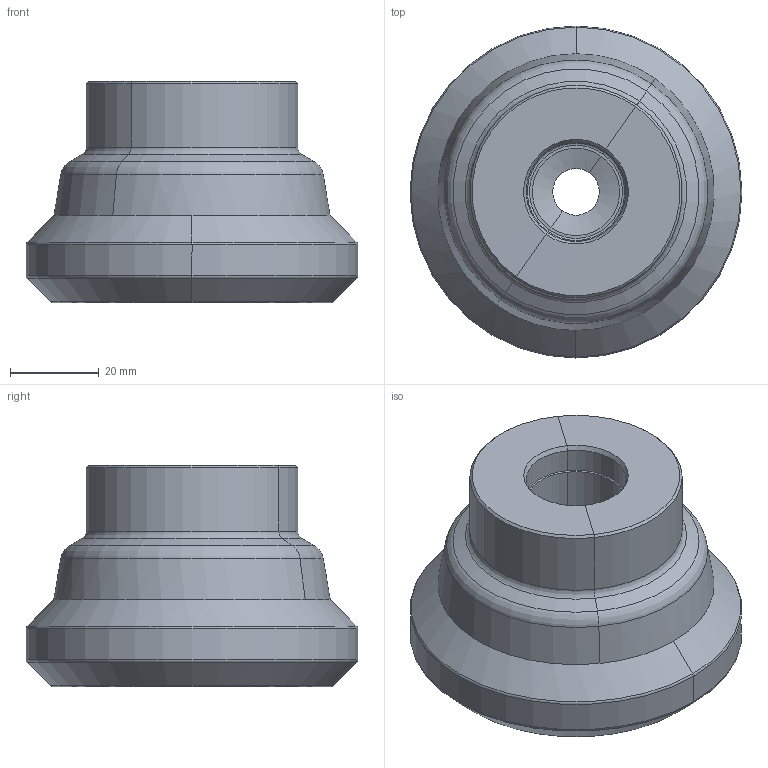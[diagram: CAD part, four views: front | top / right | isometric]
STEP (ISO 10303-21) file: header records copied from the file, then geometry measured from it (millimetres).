
FILE_DESCRIPTION((''),'2;1');
FILE_NAME('607041083-000-01-E43','2021-12-03T12:14:22',('bernerhp'),(''),'CREO PARAMETRIC BY PTC INC, 2019030','CREO PARAMETRIC BY PTC INC, 2019030','');
FILE_SCHEMA(('AP242_MANAGED_MODEL_BASED_3D_ENGINEERING_MIM_LF { 1 0 10303 442 1 1 4 }'));
Length unit declared in the file: millimetre
Products named in the file (1): 607041083-000-01-E43
Bounding box: 75.02 x 75.02 x 50 mm (x, y, z)
Volume: 127052.5 mm3; surface area: 18619.1 mm2
Topology: 1 solids, 1 shells, 64 faces, 221 edges, 166 vertices
Faces by surface type: cone 26, torus 18, cylinder 16, plane 4
Entity records: 3431 total; most frequent: DIRECTION 469, CARTESIAN_POINT 363, ORIENTED_EDGE 260, PRESENTATION_STYLE_ASSIGNMENT 248, STYLED_ITEM 225, CURVE_STYLE 224, AXIS2_PLACEMENT_3D 179, EDGE_CURVE 130
